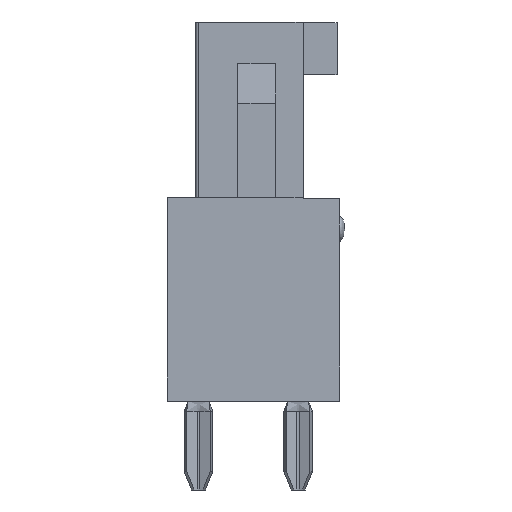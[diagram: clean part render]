
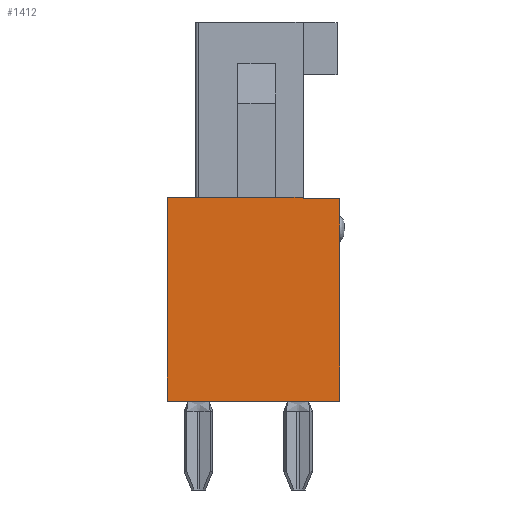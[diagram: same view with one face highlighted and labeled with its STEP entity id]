
A CAD part, left-side view. The second image highlights one B-rep face of the part: STEP entity #1412.
In plain terms, the highlighted planar face has unit normal (-1, 0, 0).
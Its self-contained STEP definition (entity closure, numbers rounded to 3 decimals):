
#1412 = ADVANCED_FACE( '', ( #2993 ), #2994, .F. );
#2993 = FACE_OUTER_BOUND( '', #4878, .T. );
#2994 = PLANE( '', #4879 );
#4878 = EDGE_LOOP( '', ( #9152, #9153, #9154, #9155, #9156, #9157, #9158, #9159, #9160, #9161, #9162, #9163 ) );
#4879 = AXIS2_PLACEMENT_3D( '', #9164, #9165, #9166 );
#9152 = ORIENTED_EDGE( '', *, *, #12581, .F. );
#9153 = ORIENTED_EDGE( '', *, *, #12280, .T. );
#9154 = ORIENTED_EDGE( '', *, *, #11281, .F. );
#9155 = ORIENTED_EDGE( '', *, *, #11320, .T. );
#9156 = ORIENTED_EDGE( '', *, *, #11062, .F. );
#9157 = ORIENTED_EDGE( '', *, *, #11919, .F. );
#9158 = ORIENTED_EDGE( '', *, *, #11590, .F. );
#9159 = ORIENTED_EDGE( '', *, *, #12582, .F. );
#9160 = ORIENTED_EDGE( '', *, *, #11896, .F. );
#9161 = ORIENTED_EDGE( '', *, *, #11198, .F. );
#9162 = ORIENTED_EDGE( '', *, *, #12096, .F. );
#9163 = ORIENTED_EDGE( '', *, *, #12381, .F. );
#9164 = CARTESIAN_POINT( '', ( -11.825, 0., 0. ) );
#9165 = DIRECTION( '', ( 1., 0., 0. ) );
#9166 = DIRECTION( '', ( 0., 0., -1. ) );
#11062 = EDGE_CURVE( '', #13387, #13388, #13389, .T. );
#11198 = EDGE_CURVE( '', #13632, #13634, #13635, .T. );
#11281 = EDGE_CURVE( '', #13775, #13776, #13777, .T. );
#11320 = EDGE_CURVE( '', #13775, #13388, #13842, .F. );
#11590 = EDGE_CURVE( '', #14283, #14281, #14285, .T. );
#11896 = EDGE_CURVE( '', #13634, #14756, #14757, .T. );
#11919 = EDGE_CURVE( '', #14281, #13387, #14791, .T. );
#12096 = EDGE_CURVE( '', #15044, #13632, #15046, .T. );
#12280 = EDGE_CURVE( '', #15300, #13776, #15301, .F. );
#12381 = EDGE_CURVE( '', #15430, #15044, #15432, .T. );
#12581 = EDGE_CURVE( '', #15300, #15430, #15678, .T. );
#12582 = EDGE_CURVE( '', #14756, #14283, #15679, .T. );
#13387 = VERTEX_POINT( '', #16713 );
#13388 = VERTEX_POINT( '', #16714 );
#13389 = LINE( '', #16715, #16716 );
#13632 = VERTEX_POINT( '', #17075 );
#13634 = VERTEX_POINT( '', #17078 );
#13635 = LINE( '', #17079, #17080 );
#13775 = VERTEX_POINT( '', #17283 );
#13776 = VERTEX_POINT( '', #17284 );
#13777 = LINE( '', #17285, #17286 );
#13842 = CIRCLE( '', #17384, 0.02 );
#14281 = VERTEX_POINT( '', #18040 );
#14283 = VERTEX_POINT( '', #18043 );
#14285 = LINE( '', #18046, #18047 );
#14756 = VERTEX_POINT( '', #18738 );
#14757 = LINE( '', #18739, #18740 );
#14791 = LINE( '', #18783, #18784 );
#15044 = VERTEX_POINT( '', #19168 );
#15046 = LINE( '', #19171, #19172 );
#15300 = VERTEX_POINT( '', #19550 );
#15301 = CIRCLE( '', #19551, 0.02 );
#15430 = VERTEX_POINT( '', #19742 );
#15432 = LINE( '', #19745, #19746 );
#15678 = LINE( '', #20113, #20114 );
#15679 = LINE( '', #20115, #20116 );
#16713 = CARTESIAN_POINT( '', ( -11.825, -3.3, 2.25 ) );
#16714 = CARTESIAN_POINT( '', ( -11.825, -3.31, 2.25 ) );
#16715 = CARTESIAN_POINT( '', ( -11.825, -3.3, 2.25 ) );
#16716 = VECTOR( '', #20856, 1000. );
#17075 = CARTESIAN_POINT( '', ( -11.825, 3.3, -3.9 ) );
#17078 = CARTESIAN_POINT( '', ( -11.825, 3.3, 3.9 ) );
#17079 = CARTESIAN_POINT( '', ( -11.825, 3.3, -3.9 ) );
#17080 = VECTOR( '', #20992, 1000. );
#17283 = CARTESIAN_POINT( '', ( -11.825, -3.33, 2.23 ) );
#17284 = CARTESIAN_POINT( '', ( -11.825, -3.33, 2.22 ) );
#17285 = CARTESIAN_POINT( '', ( -11.825, -3.33, 2.25 ) );
#17286 = VECTOR( '', #21062, 1000. );
#17384 = AXIS2_PLACEMENT_3D( '', #21096, #21097, #21098 );
#18040 = CARTESIAN_POINT( '', ( -11.825, -3.3, 3.85 ) );
#18043 = CARTESIAN_POINT( '', ( -11.825, -1.9, 3.85 ) );
#18046 = CARTESIAN_POINT( '', ( -11.825, 0., 3.85 ) );
#18047 = VECTOR( '', #21339, 1000. );
#18738 = CARTESIAN_POINT( '', ( -11.825, -1.9, 3.9 ) );
#18739 = CARTESIAN_POINT( '', ( -11.825, 3.3, 3.9 ) );
#18740 = VECTOR( '', #21611, 1000. );
#18783 = CARTESIAN_POINT( '', ( -11.825, -3.3, 3.9 ) );
#18784 = VECTOR( '', #21648, 1000. );
#19168 = CARTESIAN_POINT( '', ( -11.825, -3.3, -3.9 ) );
#19171 = CARTESIAN_POINT( '', ( -11.825, -3.3, -3.9 ) );
#19172 = VECTOR( '', #21816, 1000. );
#19550 = CARTESIAN_POINT( '', ( -11.825, -3.31, 2.2 ) );
#19551 = AXIS2_PLACEMENT_3D( '', #21982, #21983, #21984 );
#19742 = CARTESIAN_POINT( '', ( -11.825, -3.3, 2.2 ) );
#19745 = CARTESIAN_POINT( '', ( -11.825, -3.3, 3.9 ) );
#19746 = VECTOR( '', #22078, 1000. );
#20113 = CARTESIAN_POINT( '', ( -11.825, -3.33, 2.2 ) );
#20114 = VECTOR( '', #22229, 1000. );
#20115 = CARTESIAN_POINT( '', ( -11.825, -1.9, 0. ) );
#20116 = VECTOR( '', #22230, 1000. );
#20856 = DIRECTION( '', ( 0., -1., 0. ) );
#20992 = DIRECTION( '', ( 0., 0., 1. ) );
#21062 = DIRECTION( '', ( 0., 0., -1. ) );
#21096 = CARTESIAN_POINT( '', ( -11.825, -3.31, 2.23 ) );
#21097 = DIRECTION( '', ( 1., 0., 0. ) );
#21098 = DIRECTION( '', ( 0., 0., -1. ) );
#21339 = DIRECTION( '', ( 0., -1., 0. ) );
#21611 = DIRECTION( '', ( 0., -1., 0. ) );
#21648 = DIRECTION( '', ( 0., 0., -1. ) );
#21816 = DIRECTION( '', ( 0., 1., 0. ) );
#21982 = CARTESIAN_POINT( '', ( -11.825, -3.31, 2.22 ) );
#21983 = DIRECTION( '', ( 1., 0., 0. ) );
#21984 = DIRECTION( '', ( 0., 0., -1. ) );
#22078 = DIRECTION( '', ( 0., 0., -1. ) );
#22229 = DIRECTION( '', ( 0., 1., 0. ) );
#22230 = DIRECTION( '', ( 0., 0., -1. ) );
